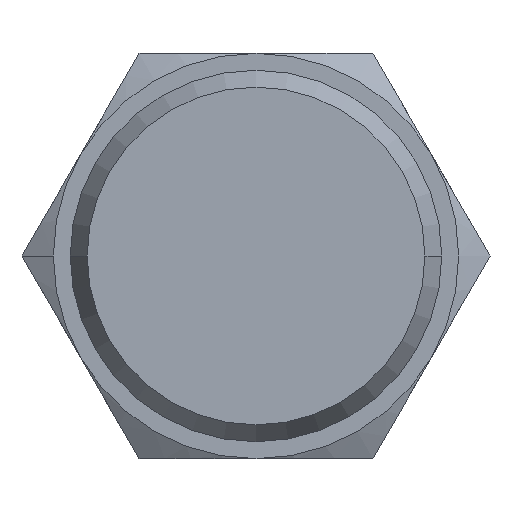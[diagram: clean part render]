
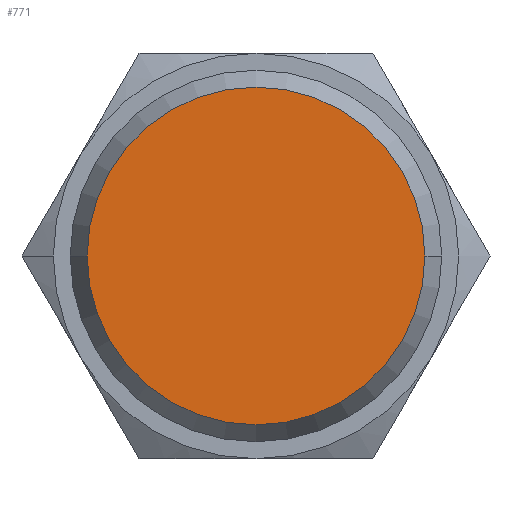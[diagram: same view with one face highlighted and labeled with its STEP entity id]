
A CAD part, front view. The second image highlights one B-rep face of the part: STEP entity #771.
In plain terms, the highlighted planar face has unit normal (0, -1, 0).
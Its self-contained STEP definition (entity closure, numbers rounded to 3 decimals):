
#20 = CARTESIAN_POINT ( 'NONE',  ( -15., 0., 0. ) ) ;
#53 = AXIS2_PLACEMENT_3D ( 'NONE', #646, #93, #195 ) ;
#57 = AXIS2_PLACEMENT_3D ( 'NONE', #583, #724, #730 ) ;
#91 = EDGE_CURVE ( 'NONE', #750, #447, #317, .T. ) ;
#93 = DIRECTION ( 'NONE',  ( 0., 1., 0. ) ) ;
#163 = EDGE_CURVE ( 'NONE', #447, #750, #678, .T. ) ;
#195 = DIRECTION ( 'NONE',  ( -1., 0., 0. ) ) ;
#209 = FACE_OUTER_BOUND ( 'NONE', #688, .T. ) ;
#213 = DIRECTION ( 'NONE',  ( 0., 1., 0. ) ) ;
#288 = AXIS2_PLACEMENT_3D ( 'NONE', #747, #213, #817 ) ;
#317 = CIRCLE ( 'NONE', #53, 15. ) ;
#447 = VERTEX_POINT ( 'NONE', #20 ) ;
#579 = CARTESIAN_POINT ( 'NONE',  ( 15., 0., 0. ) ) ;
#583 = CARTESIAN_POINT ( 'NONE',  ( 0., 0., 0. ) ) ;
#593 = ORIENTED_EDGE ( 'NONE', *, *, #91, .F. ) ;
#633 = ORIENTED_EDGE ( 'NONE', *, *, #163, .F. ) ;
#646 = CARTESIAN_POINT ( 'NONE',  ( 0., 0., 0. ) ) ;
#659 = PLANE ( 'NONE',  #57 ) ;
#678 = CIRCLE ( 'NONE', #288, 15. ) ;
#688 = EDGE_LOOP ( 'NONE', ( #633, #593 ) ) ;
#724 = DIRECTION ( 'NONE',  ( 0., 1., 0. ) ) ;
#730 = DIRECTION ( 'NONE',  ( -1., 0., 0. ) ) ;
#747 = CARTESIAN_POINT ( 'NONE',  ( 0., 0., 0. ) ) ;
#750 = VERTEX_POINT ( 'NONE', #579 ) ;
#771 = ADVANCED_FACE ( 'NONE', ( #209 ), #659, .F. ) ;
#817 = DIRECTION ( 'NONE',  ( -1., 0., 0. ) ) ;
